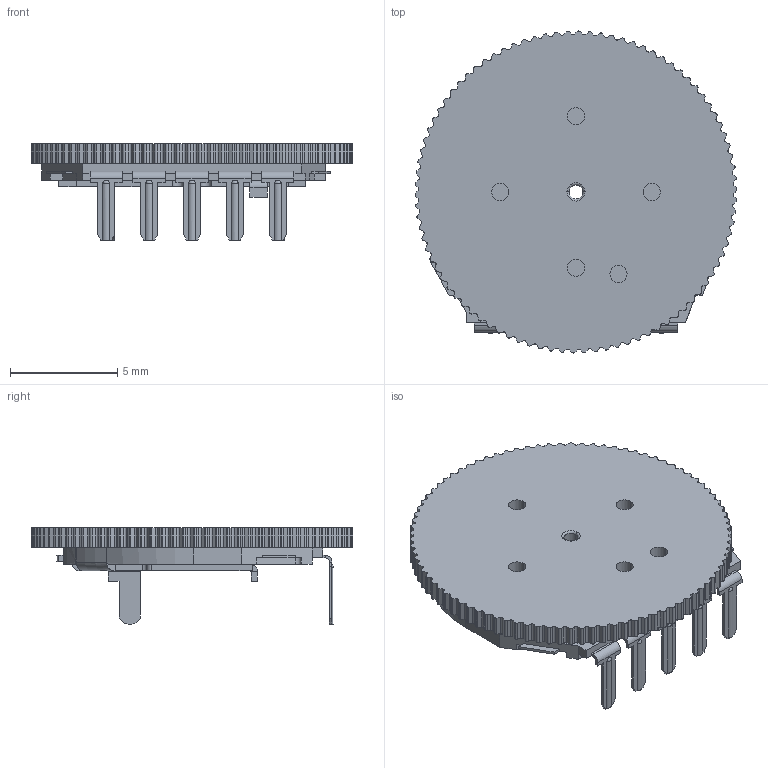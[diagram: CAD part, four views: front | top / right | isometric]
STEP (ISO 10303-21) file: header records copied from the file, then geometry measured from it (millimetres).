
FILE_DESCRIPTION (( 'STEP AP214' ), '1' );
FILE_NAME ('RK14J1_A.STEP', '2012-02-07T00:26:59', ( '' ), ( '' ), 'SwSTEP 2.0', 'SolidWorks 2010', '' );
FILE_SCHEMA (( 'AUTOMOTIVE_DESIGN' ));
Length unit declared in the file: millimetre
Products named in the file (1): RK14J1_A
Bounding box: 15 x 15 x 4.5 mm (x, y, z)
Volume: 282.7 mm3; surface area: 805 mm2
Topology: 1 solids, 1 shells, 754 faces, 2141 edges, 1385 vertices
Faces by surface type: plane 424, cylinder 310, sphere 10, torus 8, cone 2
Entity records: 32566 total; most frequent: CARTESIAN_POINT 4312, DIRECTION 4291, ORIENTED_EDGE 4262, EDGE_CURVE 2131, VECTOR 1469, LINE 1469, AXIS2_PLACEMENT_3D 1411, VERTEX_POINT 1380
